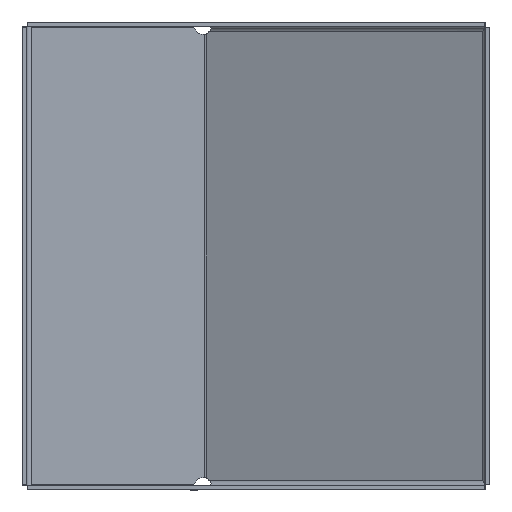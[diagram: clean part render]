
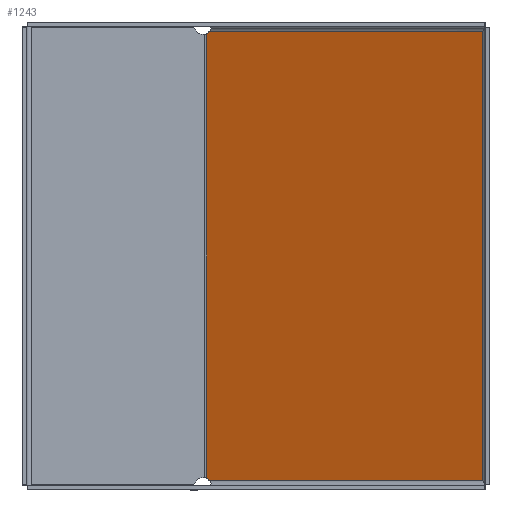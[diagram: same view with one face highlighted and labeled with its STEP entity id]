
A CAD part, front view. The second image highlights one B-rep face of the part: STEP entity #1243.
In plain terms, the highlighted planar face has unit normal (-0.405, -0.914, 0).
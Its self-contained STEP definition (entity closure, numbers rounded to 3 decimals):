
#27=PLANE('',#1320);
#161=FACE_OUTER_BOUND('',#235,.T.);
#235=EDGE_LOOP('',(#988,#989,#990,#991,#992,#993,#994,#995));
#291=LINE('',#1721,#405);
#301=LINE('',#1823,#415);
#334=LINE('',#2176,#448);
#335=LINE('',#2178,#449);
#336=LINE('',#2180,#450);
#337=LINE('',#2181,#451);
#405=VECTOR('',#1393,0.1);
#415=VECTOR('',#1409,121.26);
#448=VECTOR('',#1486,180.619);
#449=VECTOR('',#1487,181.859);
#450=VECTOR('',#1488,0.1);
#451=VECTOR('',#1489,121.26);
#505=CIRCLE('',#1289,4.);
#513=CIRCLE('',#1315,4.);
#524=VERTEX_POINT('',#1645);
#527=VERTEX_POINT('',#1665);
#538=VERTEX_POINT('',#1715);
#540=VERTEX_POINT('',#1719);
#583=VERTEX_POINT('',#2123);
#584=VERTEX_POINT('',#2133);
#592=VERTEX_POINT('',#2177);
#593=VERTEX_POINT('',#2179);
#642=EDGE_CURVE('',#524,#527,#505,.T.);
#659=EDGE_CURVE('',#538,#540,#291,.T.);
#679=EDGE_CURVE('',#538,#524,#301,.T.);
#727=EDGE_CURVE('',#583,#584,#513,.T.);
#738=EDGE_CURVE('',#527,#584,#334,.T.);
#739=EDGE_CURVE('',#592,#540,#335,.T.);
#740=EDGE_CURVE('',#593,#592,#336,.T.);
#741=EDGE_CURVE('',#593,#583,#337,.T.);
#988=ORIENTED_EDGE('',*,*,#727,.T.);
#989=ORIENTED_EDGE('',*,*,#738,.F.);
#990=ORIENTED_EDGE('',*,*,#642,.F.);
#991=ORIENTED_EDGE('',*,*,#679,.F.);
#992=ORIENTED_EDGE('',*,*,#659,.T.);
#993=ORIENTED_EDGE('',*,*,#739,.F.);
#994=ORIENTED_EDGE('',*,*,#740,.F.);
#995=ORIENTED_EDGE('',*,*,#741,.T.);
#1243=ADVANCED_FACE('',(#161),#27,.T.);
#1289=AXIS2_PLACEMENT_3D('',#1666,#1368,#1369);
#1315=AXIS2_PLACEMENT_3D('',#2134,#1469,#1470);
#1320=AXIS2_PLACEMENT_3D('',#2175,#1484,#1485);
#1368=DIRECTION('center_axis',(-0.405,-0.914,0.));
#1369=DIRECTION('ref_axis',(-0.914,0.405,0.));
#1393=DIRECTION('',(0.646,-0.287,0.707));
#1409=DIRECTION('',(-0.914,0.405,0.));
#1469=DIRECTION('center_axis',(0.405,0.914,0.));
#1470=DIRECTION('ref_axis',(-0.914,0.405,0.));
#1484=DIRECTION('center_axis',(-0.405,-0.914,0.));
#1485=DIRECTION('ref_axis',(0.,0.,-1.));
#1486=DIRECTION('',(0.,0.,1.));
#1487=DIRECTION('',(0.,0.,-1.));
#1488=DIRECTION('',(0.646,-0.287,-0.707));
#1489=DIRECTION('',(-0.914,0.405,0.));
#1645=CARTESIAN_POINT('',(75.898,96.414,-91.));
#1665=CARTESIAN_POINT('',(74.964,96.828,-90.31));
#1666=CARTESIAN_POINT('Origin',(73.408,97.518,-93.929));
#1715=CARTESIAN_POINT('',(186.746,47.255,-91.));
#1719=CARTESIAN_POINT('',(186.811,47.226,-90.929));
#1721=CARTESIAN_POINT('',(168.78,55.223,-110.654));
#1823=CARTESIAN_POINT('',(130.931,72.008,-91.));
#2123=CARTESIAN_POINT('',(75.898,96.414,91.));
#2133=CARTESIAN_POINT('',(74.964,96.828,90.31));
#2134=CARTESIAN_POINT('Origin',(73.408,97.518,93.929));
#2175=CARTESIAN_POINT('Origin',(75.052,96.789,47.5));
#2176=CARTESIAN_POINT('',(74.964,96.828,-47.5));
#2177=CARTESIAN_POINT('',(186.811,47.226,90.929));
#2178=CARTESIAN_POINT('',(186.811,47.226,47.5));
#2179=CARTESIAN_POINT('',(186.746,47.255,91.));
#2180=CARTESIAN_POINT('',(168.78,55.223,110.654));
#2181=CARTESIAN_POINT('',(130.931,72.008,91.));
